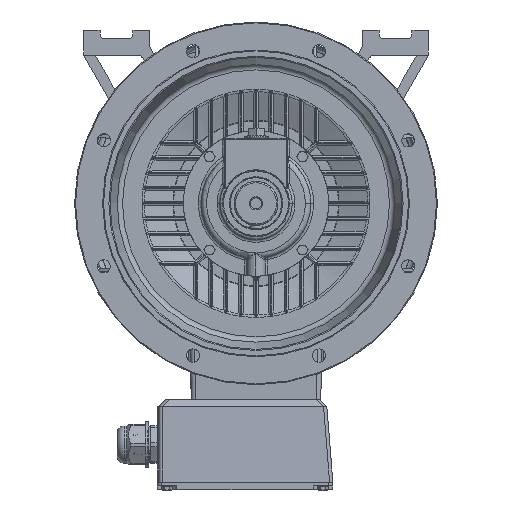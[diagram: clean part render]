
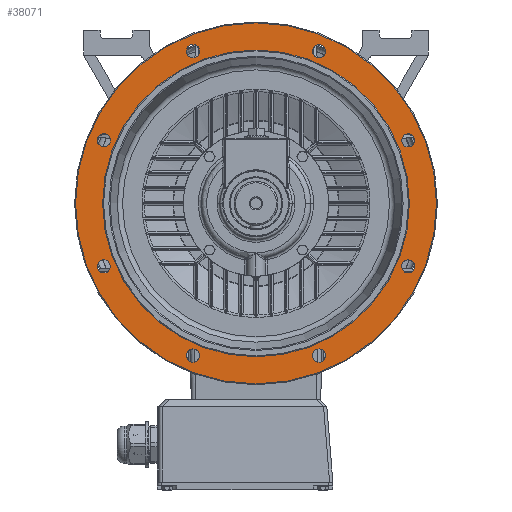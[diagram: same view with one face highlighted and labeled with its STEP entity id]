
A CAD part, left-side view. The second image highlights one B-rep face of the part: STEP entity #38071.
In plain terms, the highlighted planar face has unit normal (-1, 0, 0).
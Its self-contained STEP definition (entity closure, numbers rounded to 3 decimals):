
#10050=PLANE('',#115967);
#38071=ADVANCED_FACE('',(#41165,#41166,#41167,#41168,#41169,#41170,#41171,
#41172,#41173,#41174),#10050,.F.);
#41165=FACE_BOUND('',#48318,.T.);
#41166=FACE_BOUND('',#48319,.T.);
#41167=FACE_BOUND('',#48320,.T.);
#41168=FACE_BOUND('',#48321,.T.);
#41169=FACE_BOUND('',#48322,.T.);
#41170=FACE_BOUND('',#48323,.T.);
#41171=FACE_BOUND('',#48324,.T.);
#41172=FACE_BOUND('',#48325,.T.);
#41173=FACE_BOUND('',#48326,.T.);
#41174=FACE_BOUND('',#48327,.T.);
#48318=EDGE_LOOP('',(#78946));
#48319=EDGE_LOOP('',(#78947,#78948));
#48320=EDGE_LOOP('',(#78949));
#48321=EDGE_LOOP('',(#78950,#78951));
#48322=EDGE_LOOP('',(#78952));
#48323=EDGE_LOOP('',(#78953));
#48324=EDGE_LOOP('',(#78954));
#48325=EDGE_LOOP('',(#78955));
#48326=EDGE_LOOP('',(#78956));
#48327=EDGE_LOOP('',(#78957));
#78946=ORIENTED_EDGE('',*,*,#104653,.F.);
#78947=ORIENTED_EDGE('',*,*,#104655,.F.);
#78948=ORIENTED_EDGE('',*,*,#104658,.T.);
#78949=ORIENTED_EDGE('',*,*,#104665,.F.);
#78950=ORIENTED_EDGE('',*,*,#104666,.F.);
#78951=ORIENTED_EDGE('',*,*,#104667,.F.);
#78952=ORIENTED_EDGE('',*,*,#104668,.F.);
#78953=ORIENTED_EDGE('',*,*,#104669,.F.);
#78954=ORIENTED_EDGE('',*,*,#104670,.F.);
#78955=ORIENTED_EDGE('',*,*,#104671,.F.);
#78956=ORIENTED_EDGE('',*,*,#104672,.F.);
#78957=ORIENTED_EDGE('',*,*,#104673,.F.);
#89287=VERTEX_POINT('',#194541);
#89289=VERTEX_POINT('',#194545);
#89290=VERTEX_POINT('',#194547);
#89295=VERTEX_POINT('',#194571);
#89296=VERTEX_POINT('',#194573);
#89297=VERTEX_POINT('',#194574);
#89298=VERTEX_POINT('',#194577);
#89299=VERTEX_POINT('',#194579);
#89300=VERTEX_POINT('',#194581);
#89301=VERTEX_POINT('',#194583);
#89302=VERTEX_POINT('',#194585);
#89303=VERTEX_POINT('',#194587);
#104653=EDGE_CURVE('',#89287,#89287,#107572,.T.);
#104655=EDGE_CURVE('',#89289,#89290,#107573,.T.);
#104658=EDGE_CURVE('',#89289,#89290,#107575,.T.);
#104665=EDGE_CURVE('',#89295,#89295,#107580,.T.);
#104666=EDGE_CURVE('',#89296,#89297,#107581,.T.);
#104667=EDGE_CURVE('',#89297,#89296,#107582,.T.);
#104668=EDGE_CURVE('',#89298,#89298,#107583,.T.);
#104669=EDGE_CURVE('',#89299,#89299,#107584,.T.);
#104670=EDGE_CURVE('',#89300,#89300,#107585,.T.);
#104671=EDGE_CURVE('',#89301,#89301,#107586,.T.);
#104672=EDGE_CURVE('',#89302,#89302,#107587,.T.);
#104673=EDGE_CURVE('',#89303,#89303,#107588,.T.);
#107572=CIRCLE('',#115943,328.689);
#107573=CIRCLE('',#115945,279.289);
#107575=CIRCLE('',#115948,279.289);
#107580=CIRCLE('',#115958,12.);
#107581=CIRCLE('',#115959,12.);
#107582=CIRCLE('',#115960,12.);
#107583=CIRCLE('',#115961,12.);
#107584=CIRCLE('',#115962,12.);
#107585=CIRCLE('',#115963,12.);
#107586=CIRCLE('',#115964,12.);
#107587=CIRCLE('',#115965,12.);
#107588=CIRCLE('',#115966,12.);
#115943=AXIS2_PLACEMENT_3D('',#194540,#142655,#142656);
#115945=AXIS2_PLACEMENT_3D('',#194546,#142660,#142661);
#115948=AXIS2_PLACEMENT_3D('',#194552,#142667,#142668);
#115958=AXIS2_PLACEMENT_3D('',#194570,#142688,#142689);
#115959=AXIS2_PLACEMENT_3D('',#194572,#142690,#142691);
#115960=AXIS2_PLACEMENT_3D('',#194575,#142692,#142693);
#115961=AXIS2_PLACEMENT_3D('',#194576,#142694,#142695);
#115962=AXIS2_PLACEMENT_3D('',#194578,#142696,#142697);
#115963=AXIS2_PLACEMENT_3D('',#194580,#142698,#142699);
#115964=AXIS2_PLACEMENT_3D('',#194582,#142700,#142701);
#115965=AXIS2_PLACEMENT_3D('',#194584,#142702,#142703);
#115966=AXIS2_PLACEMENT_3D('',#194586,#142704,#142705);
#115967=AXIS2_PLACEMENT_3D('',#194588,#142706,#142707);
#142655=DIRECTION('',(1.,0.,0.));
#142656=DIRECTION('',(0.,0.,-1.));
#142660=DIRECTION('',(-1.,0.,0.));
#142661=DIRECTION('',(0.,0.,-1.));
#142667=DIRECTION('',(1.,0.,0.));
#142668=DIRECTION('',(0.,0.,-1.));
#142688=DIRECTION('',(-1.,0.,0.));
#142689=DIRECTION('',(0.,0.,-1.));
#142690=DIRECTION('',(-1.,0.,0.));
#142691=DIRECTION('',(0.,0.,-1.));
#142692=DIRECTION('',(-1.,0.,0.));
#142693=DIRECTION('',(0.,0.,-1.));
#142694=DIRECTION('',(-1.,0.,0.));
#142695=DIRECTION('',(0.,0.,-1.));
#142696=DIRECTION('',(-1.,0.,0.));
#142697=DIRECTION('',(0.,0.,-1.));
#142698=DIRECTION('',(-1.,0.,0.));
#142699=DIRECTION('',(0.,0.,-1.));
#142700=DIRECTION('',(-1.,0.,0.));
#142701=DIRECTION('',(0.,0.,-1.));
#142702=DIRECTION('',(-1.,0.,0.));
#142703=DIRECTION('',(0.,0.,-1.));
#142704=DIRECTION('',(-1.,0.,0.));
#142705=DIRECTION('',(0.,0.,-1.));
#142706=DIRECTION('',(1.,0.,0.));
#142707=DIRECTION('',(0.,0.,-1.));
#194540=CARTESIAN_POINT('',(-118.583,327.783,-327.783));
#194541=CARTESIAN_POINT('',(-118.583,327.783,-656.472));
#194545=CARTESIAN_POINT('',(-118.583,327.783,-48.494));
#194546=CARTESIAN_POINT('',(-118.583,327.783,-327.783));
#194547=CARTESIAN_POINT('',(-118.583,327.783,-607.072));
#194552=CARTESIAN_POINT('',(-118.583,327.783,-327.783));
#194570=CARTESIAN_POINT('',(-118.583,442.588,-50.619));
#194571=CARTESIAN_POINT('',(-118.583,442.588,-62.619));
#194572=CARTESIAN_POINT('',(-118.583,604.947,-212.978));
#194573=CARTESIAN_POINT('',(-118.583,613.432,-221.463));
#194574=CARTESIAN_POINT('',(-118.583,596.461,-204.492));
#194575=CARTESIAN_POINT('',(-118.583,604.947,-212.978));
#194576=CARTESIAN_POINT('',(-118.583,604.947,-442.588));
#194577=CARTESIAN_POINT('',(-118.583,604.947,-454.588));
#194578=CARTESIAN_POINT('',(-118.583,442.588,-604.947));
#194579=CARTESIAN_POINT('',(-118.583,442.588,-616.947));
#194580=CARTESIAN_POINT('',(-118.583,212.978,-604.947));
#194581=CARTESIAN_POINT('',(-118.583,212.978,-616.947));
#194582=CARTESIAN_POINT('',(-118.583,50.619,-442.588));
#194583=CARTESIAN_POINT('',(-118.583,50.619,-454.588));
#194584=CARTESIAN_POINT('',(-118.583,50.619,-212.978));
#194585=CARTESIAN_POINT('',(-118.583,50.619,-224.978));
#194586=CARTESIAN_POINT('',(-118.583,212.978,-50.619));
#194587=CARTESIAN_POINT('',(-118.583,212.978,-62.619));
#194588=CARTESIAN_POINT('',(-118.583,760.432,-237.783));
